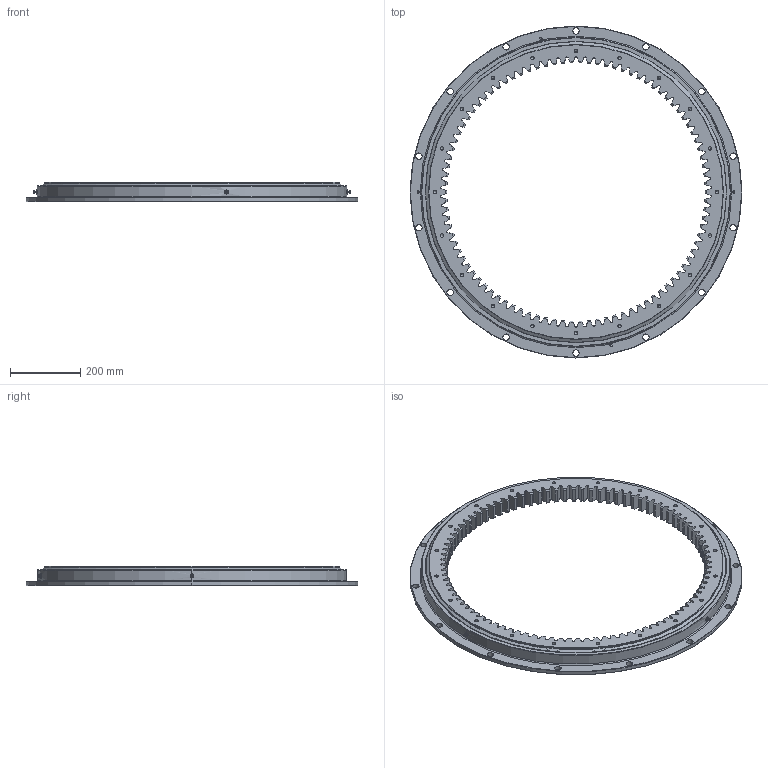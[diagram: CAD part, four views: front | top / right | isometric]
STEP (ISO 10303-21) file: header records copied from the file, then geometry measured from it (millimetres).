
FILE_DESCRIPTION (( 'STEP AP214' ), '1' );
FILE_NAME ('I.950.20.00.C.STEP', '2018-01-16T16:06:38', ( '' ), ( '' ), 'SwSTEP 2.0', 'SolidWorks 2015', '' );
FILE_SCHEMA (( 'AUTOMOTIVE_DESIGN' ));
Length unit declared in the file: millimetre
Products named in the file (7): Grease nipple M10x1mm; B.948.B20C.A3N.0 - OR Seal; B.948.B20C.A3N.0 - IR Seal; Ball D20; B.948.B20C.A3N.0 - OR; B.948.B20C.A3N.0 - IR; I.950.20.00.C
Assembly tree (122 placements, depth 2):
  I.950.20.00.C
    B.948.B20C.A3N.0 - IR
    B.948.B20C.A3N.0 - OR
    Ball D20  x114
    B.948.B20C.A3N.0 - IR Seal
    B.948.B20C.A3N.0 - OR Seal
    Grease nipple M10x1mm  x4
Bounding box: 948 x 948 x 56 mm (x, y, z)
Volume: 8279455.6 mm3; surface area: 1566427.9 mm2
Topology: 122 solids, 122 shells, 1622 faces, 4742 edges, 3125 vertices
Faces by surface type: plane 431, bspline 376, cone 326, sphere 228, cylinder 215, torus 46
Entity records: 47715 total; most frequent: CARTESIAN_POINT 16656, ORIENTED_EDGE 7380, DIRECTION 4511, EDGE_CURVE 3690, VERTEX_POINT 2431, B_SPLINE_CURVE_WITH_KNOTS 1960, AXIS2_PLACEMENT_3D 1738, EDGE_LOOP 1363
